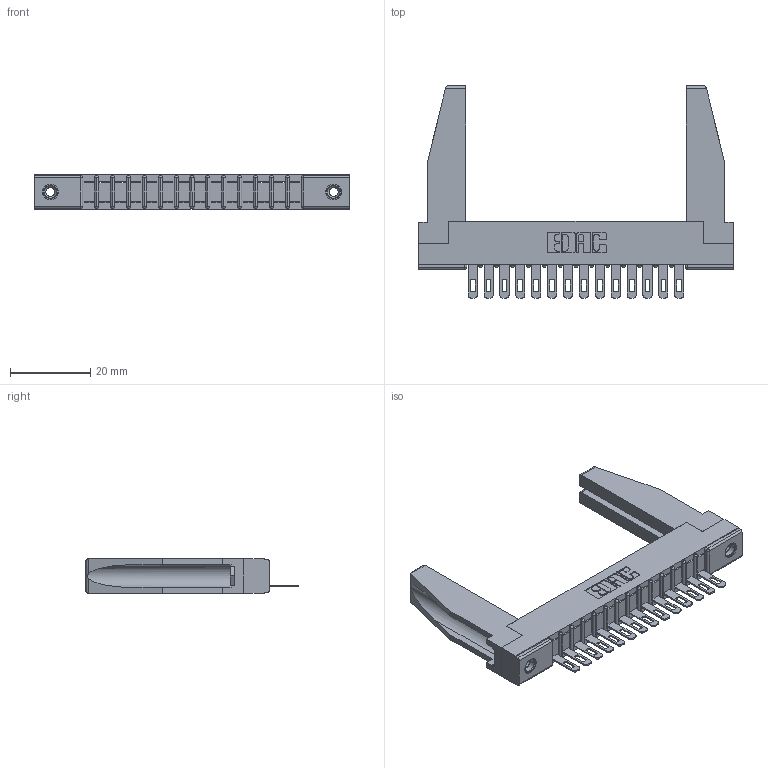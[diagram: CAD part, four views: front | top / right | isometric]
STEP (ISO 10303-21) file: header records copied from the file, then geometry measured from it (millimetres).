
FILE_DESCRIPTION (( 'STEP AP203' ), '1' );
FILE_NAME ('307-014-505-178.STEP', '2019-09-03T16:15:48', ( '' ), ( '' ), 'SwSTEP 2.0', 'SolidWorks 2016', '' );
FILE_SCHEMA (( 'CONFIG_CONTROL_DESIGN' ));
Length unit declared in the file: inch
Products named in the file (5): 307-220-078; 307-014-505-178; 345-250-001_345-250-001-102; 307-290-001_505; 307 Part_.156 Dia Mounting Holes
Assembly tree (19 placements, depth 2):
  307-014-505-178
    307 Part_.156 Dia Mounting Holes
    307-290-001_505  x14
    307-220-078  x2
    345-250-001_345-250-001-102  x2
Bounding box: 78.49 x 52.88 x 8.71 mm (x, y, z)
Volume: 8987.5 mm3; surface area: 11384.1 mm2
Topology: 19 solids, 19 shells, 1047 faces, 2921 edges, 1878 vertices
Faces by surface type: plane 658, cylinder 343, sphere 30, cone 12, torus 4
Entity records: 17867 total; most frequent: CARTESIAN_POINT 2998, ORIENTED_EDGE 2940, DIRECTION 2890, EDGE_CURVE 1470, LINE 1118, VECTOR 1118, VERTEX_POINT 952, AXIS2_PLACEMENT_3D 886
